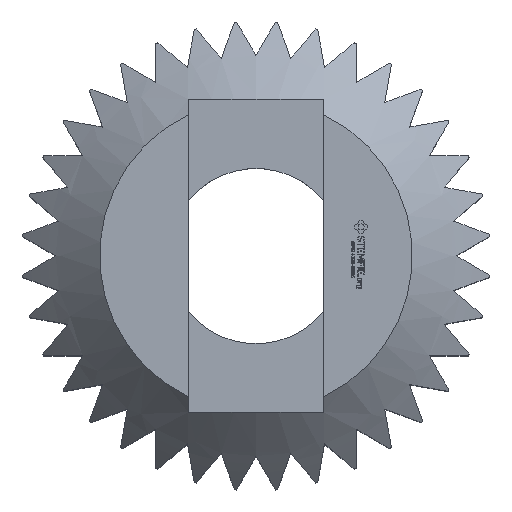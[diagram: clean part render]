
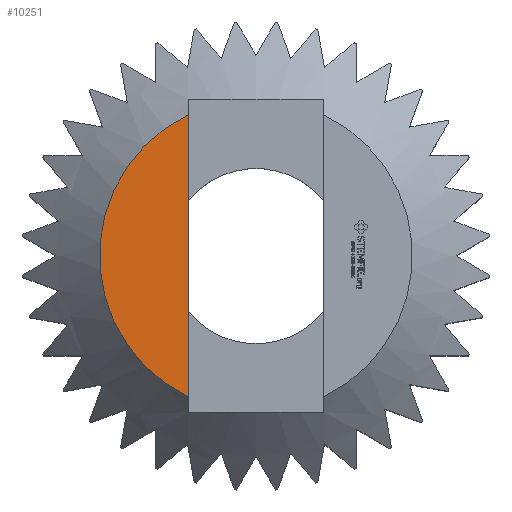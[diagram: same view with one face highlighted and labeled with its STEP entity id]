
A CAD part, top view. The second image highlights one B-rep face of the part: STEP entity #10251.
In plain terms, the highlighted planar face has unit normal (0, 0, 1).
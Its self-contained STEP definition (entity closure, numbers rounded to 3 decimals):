
#310 = PLANE('',#311);
#311 = AXIS2_PLACEMENT_3D('',#312,#313,#314);
#312 = CARTESIAN_POINT('',(-2.7,0.,6.778));
#313 = DIRECTION('',(1.,0.,0.));
#314 = DIRECTION('',(0.,0.,1.));
#3985 = CONICAL_SURFACE('',#3986,9.375,0.785);
#3986 = AXIS2_PLACEMENT_3D('',#3987,#3988,#3989);
#3987 = CARTESIAN_POINT('',(0.,0.,
    9.375));
#3988 = DIRECTION('',(0.,0.,-1.));
#3989 = DIRECTION('',(0.,1.,0.));
#9878 = VERTEX_POINT('',#9879);
#9879 = CARTESIAN_POINT('',(-2.7,5.637,12.5));
#9904 = EDGE_CURVE('',#9905,#9878,#9907,.T.);
#9905 = VERTEX_POINT('',#9906);
#9906 = CARTESIAN_POINT('',(-2.7,-5.637,12.5));
#9907 = SURFACE_CURVE('',#9908,(#9913,#9920),.PCURVE_S1.);
#9908 = CIRCLE('',#9909,6.25);
#9909 = AXIS2_PLACEMENT_3D('',#9910,#9911,#9912);
#9910 = CARTESIAN_POINT('',(0.,0.,
    12.5));
#9911 = DIRECTION('',(0.,0.,-1.));
#9912 = DIRECTION('',(0.,1.,0.));
#9913 = PCURVE('',#3985,#9914);
#9914 = DEFINITIONAL_REPRESENTATION('',(#9915),#9919);
#9915 = LINE('',#9916,#9917);
#9916 = CARTESIAN_POINT('',(0.,-3.125));
#9917 = VECTOR('',#9918,1.);
#9918 = DIRECTION('',(1.,-0.));
#9919 = ( GEOMETRIC_REPRESENTATION_CONTEXT(2) 
PARAMETRIC_REPRESENTATION_CONTEXT() REPRESENTATION_CONTEXT('2D SPACE',''
  ) );
#9920 = PCURVE('',#9921,#9926);
#9921 = PLANE('',#9922);
#9922 = AXIS2_PLACEMENT_3D('',#9923,#9924,#9925);
#9923 = CARTESIAN_POINT('',(0.,0.,
    12.5));
#9924 = DIRECTION('',(0.,0.,-1.));
#9925 = DIRECTION('',(0.,1.,0.));
#9926 = DEFINITIONAL_REPRESENTATION('',(#9927),#9931);
#9927 = CIRCLE('',#9928,6.25);
#9928 = AXIS2_PLACEMENT_2D('',#9929,#9930);
#9929 = CARTESIAN_POINT('',(0.,0.));
#9930 = DIRECTION('',(1.,0.));
#9931 = ( GEOMETRIC_REPRESENTATION_CONTEXT(2) 
PARAMETRIC_REPRESENTATION_CONTEXT() REPRESENTATION_CONTEXT('2D SPACE',''
  ) );
#10251 = ADVANCED_FACE('',(#10252),#9921,.F.);
#10252 = FACE_BOUND('',#10253,.T.);
#10253 = EDGE_LOOP('',(#10254,#10275));
#10254 = ORIENTED_EDGE('',*,*,#10255,.F.);
#10255 = EDGE_CURVE('',#9878,#9905,#10256,.T.);
#10256 = SURFACE_CURVE('',#10257,(#10261,#10268),.PCURVE_S1.);
#10257 = LINE('',#10258,#10259);
#10258 = CARTESIAN_POINT('',(-2.7,-3.125,12.5));
#10259 = VECTOR('',#10260,1.);
#10260 = DIRECTION('',(0.,-1.,0.));
#10261 = PCURVE('',#9921,#10262);
#10262 = DEFINITIONAL_REPRESENTATION('',(#10263),#10267);
#10263 = LINE('',#10264,#10265);
#10264 = CARTESIAN_POINT('',(-3.125,-2.7));
#10265 = VECTOR('',#10266,1.);
#10266 = DIRECTION('',(-1.,0.));
#10267 = ( GEOMETRIC_REPRESENTATION_CONTEXT(2) 
PARAMETRIC_REPRESENTATION_CONTEXT() REPRESENTATION_CONTEXT('2D SPACE',''
  ) );
#10268 = PCURVE('',#310,#10269);
#10269 = DEFINITIONAL_REPRESENTATION('',(#10270),#10274);
#10270 = LINE('',#10271,#10272);
#10271 = CARTESIAN_POINT('',(5.722,3.125));
#10272 = VECTOR('',#10273,1.);
#10273 = DIRECTION('',(0.,1.));
#10274 = ( GEOMETRIC_REPRESENTATION_CONTEXT(2) 
PARAMETRIC_REPRESENTATION_CONTEXT() REPRESENTATION_CONTEXT('2D SPACE',''
  ) );
#10275 = ORIENTED_EDGE('',*,*,#9904,.F.);
